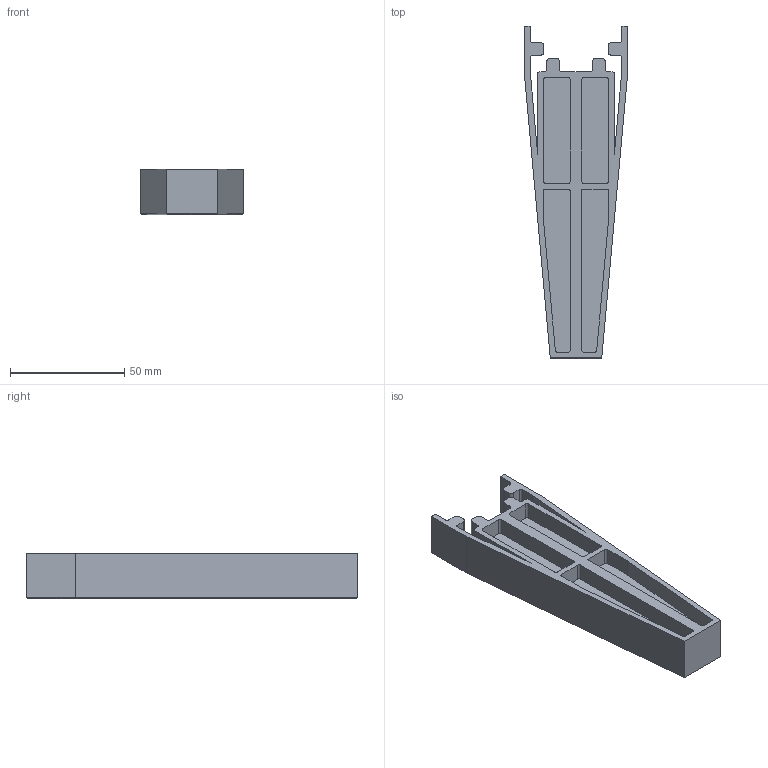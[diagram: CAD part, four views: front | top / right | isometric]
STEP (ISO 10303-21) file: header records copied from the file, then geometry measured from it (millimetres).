
FILE_DESCRIPTION(/* description */ (''),/* implementation_level */ '2;1');
FILE_NAME(/* name */ 'Tornado Foot 125mm v2.step',/* time_stamp */ '2019-08-23T23:35:59-04:00',/* author */ (''),/* organization */ (''),/* preprocessor_version */ 'ST-DEVELOPER v18',/* originating_system */ 'Autodesk Translation Framework v8.2.0.1029',/* authorisation */ '');
FILE_SCHEMA (('AUTOMOTIVE_DESIGN { 1 0 10303 214 3 1 1 }'));
Length unit declared in the file: millimetre
Products named in the file (1): Tornado Foot 125mm
Bounding box: 45 x 145 x 20 mm (x, y, z)
Volume: 50080.5 mm3; surface area: 28218.2 mm2
Topology: 1 solids, 1 shells, 184 faces, 470 edges, 296 vertices
Faces by surface type: plane 106, cylinder 56, cone 22
Entity records: 5545 total; most frequent: DIRECTION 974, CARTESIAN_POINT 951, ORIENTED_EDGE 940, EDGE_CURVE 470, LINE 336, VECTOR 336, AXIS2_PLACEMENT_3D 319, VERTEX_POINT 296
